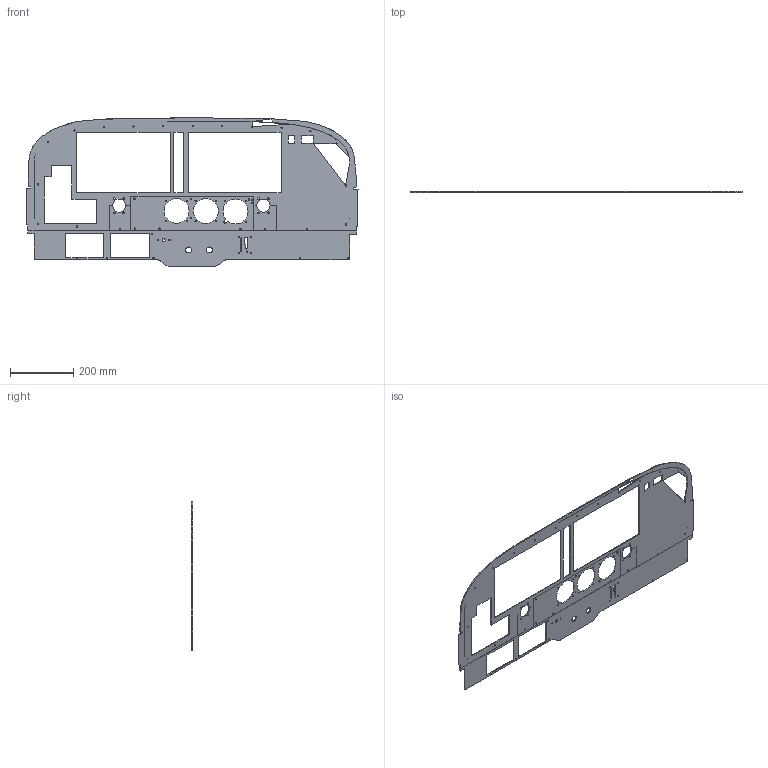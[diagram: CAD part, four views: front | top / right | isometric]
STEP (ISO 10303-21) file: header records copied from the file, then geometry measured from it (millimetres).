
FILE_DESCRIPTION(/* description */ (''),/* implementation_level */ '2;1');
FILE_NAME(/* name */ '2G Panel NONFSM_v1.step',/* time_stamp */ '2021-12-11T14:19:49-07:00',/* author */ (''),/* organization */ (''),/* preprocessor_version */ 'ST-DEVELOPER v18.1',/* originating_system */ 'Autodesk Translation Framework v10.10.0.1391',/* authorisation */ '');
FILE_SCHEMA (('AUTOMOTIVE_DESIGN { 1 0 10303 214 3 1 1 }'));
Length unit declared in the file: inch
Products named in the file (3): 2G Panel NONFSM; Instrument Panel; Support Panel
Assembly tree (2 placements, depth 2):
  2G Panel NONFSM
    Instrument Panel
    Support Panel
Bounding box: 1052.41 x 3.17 x 470.89 mm (x, y, z)
Volume: 865299 mm3; surface area: 592493.5 mm2
Topology: 5 solids, 5 shells, 237 faces, 681 edges, 444 vertices
Faces by surface type: plane 131, cylinder 92, bspline 14
Full cylindrical faces by diameter (mm): 4 x29, 4.013 x4, 4.191 x1, 4.2 x4, 4.223 x2, 4.5 x4, 4.64 x2, 5.2 x6, 6.108 x2, 6.474 x2, 6.677 x2, 9.728 x1, 18.999 x2, 79 x2
Entity records: 8561 total; most frequent: CARTESIAN_POINT 1893, ORIENTED_EDGE 1362, DIRECTION 1293, EDGE_CURVE 681, LINE 469, VECTOR 469, VERTEX_POINT 444, AXIS2_PLACEMENT_3D 412
